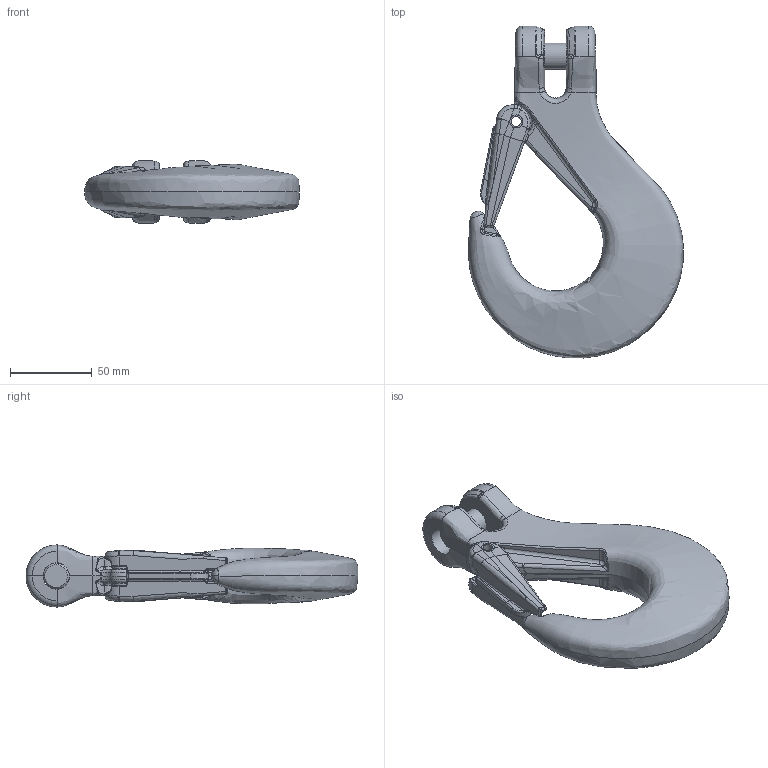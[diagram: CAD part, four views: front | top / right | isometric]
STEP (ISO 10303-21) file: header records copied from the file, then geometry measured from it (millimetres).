
FILE_DESCRIPTION(/* description */ (''),/* implementation_level */ '2;1');
FILE_NAME(/* name */ 'KHSW 13 Kundenmodell',/* time_stamp */ '2009-09-16T09:55:38+02:00',/* author */ (''),/* organization */ (''),/* preprocessor_version */ 'ST-DEVELOPER v9',/* originating_system */ 'UGS - NX 4.0',/* authorisation */ '');
FILE_SCHEMA (('AUTOMOTIVE_DESIGN { 1 0 10303 214 1 1 1 1 }'));
Length unit declared in the file: millimetre
Products named in the file (1): rit49021siz
Bounding box: 131.64 x 203.36 x 38 mm (x, y, z)
Volume: 315710 mm3; surface area: 53432.4 mm2
Topology: 4 solids, 4 shells, 447 faces, 1091 edges, 642 vertices
Faces by surface type: bspline 192, cylinder 112, plane 89, torus 28, cone 10, revolution 8, sphere 4, extrusion 4
Full cylindrical faces by diameter (mm): 6 x1, 8 x4, 16 x1, 16.3 x2
Entity records: 30510 total; most frequent: CARTESIAN_POINT 21491, ORIENTED_EDGE 2122, DIRECTION 1523, EDGE_CURVE 1061, VERTEX_POINT 636, AXIS2_PLACEMENT_3D 626, EDGE_LOOP 473, ADVANCED_FACE 447
